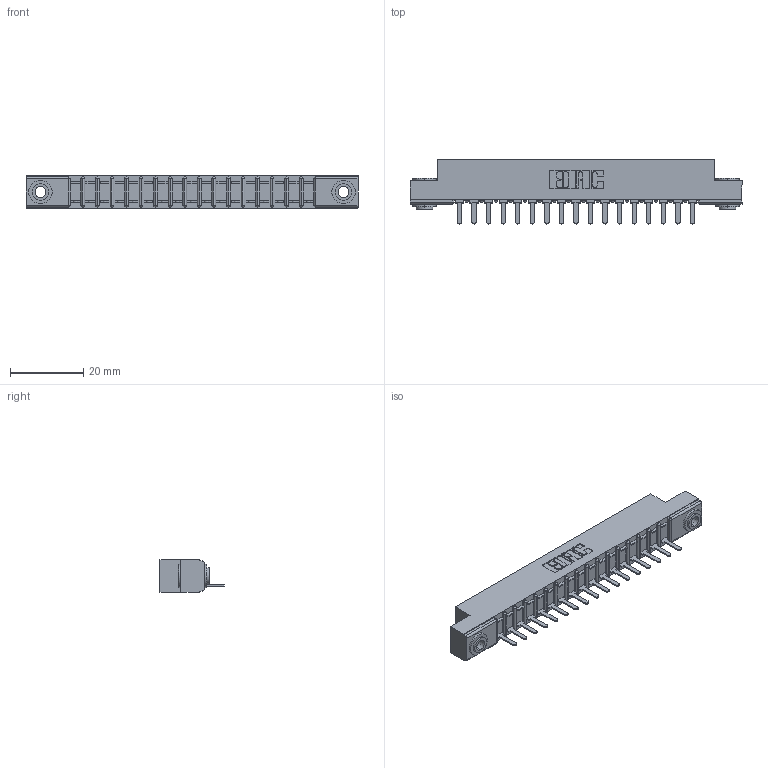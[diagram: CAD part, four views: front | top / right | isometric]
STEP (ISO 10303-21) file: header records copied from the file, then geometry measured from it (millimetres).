
FILE_DESCRIPTION (( 'STEP AP203' ), '1' );
FILE_NAME ('357-017-421-103.STEP', '2020-09-30T22:39:17', ( '' ), ( '' ), 'SwSTEP 2.0', 'SolidWorks 2020', '' );
FILE_SCHEMA (( 'CONFIG_CONTROL_DESIGN' ));
Length unit declared in the file: inch
Products named in the file (4): 357-017-421-103; 307-290-002_521; 307 Part_.156 Dia Mounting Holes; 345-250-002_345-250-002-102
Assembly tree (20 placements, depth 2):
  357-017-421-103
    307 Part_.156 Dia Mounting Holes
    307-290-002_521  x17
    345-250-002_345-250-002-102  x2
Bounding box: 90.37 x 17.42 x 8.71 mm (x, y, z)
Volume: 5965.9 mm3; surface area: 10827.2 mm2
Topology: 20 solids, 20 shells, 1446 faces, 4379 edges, 2866 vertices
Faces by surface type: plane 859, cylinder 543, sphere 36, cone 8
Entity records: 19439 total; most frequent: CARTESIAN_POINT 3253, ORIENTED_EDGE 3234, DIRECTION 3187, EDGE_CURVE 1617, LINE 1219, VECTOR 1219, VERTEX_POINT 1050, AXIS2_PLACEMENT_3D 984
